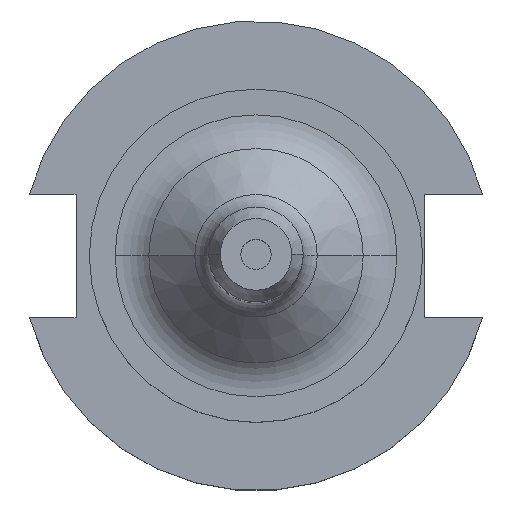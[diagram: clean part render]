
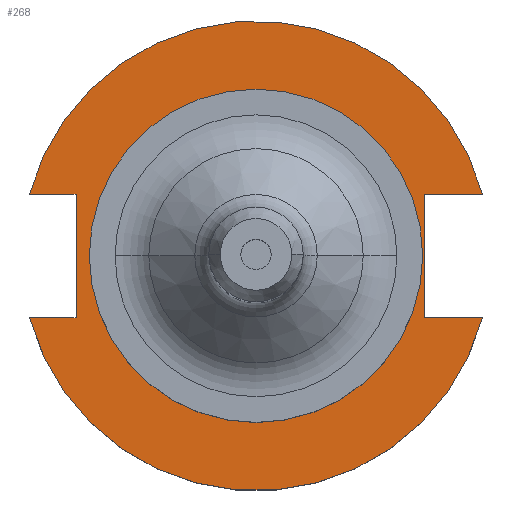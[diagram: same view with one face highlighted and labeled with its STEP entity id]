
A CAD part, top view. The second image highlights one B-rep face of the part: STEP entity #268.
In plain terms, the highlighted planar face has unit normal (0, 0, 1).
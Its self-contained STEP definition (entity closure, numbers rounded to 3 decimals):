
#3 = VERTEX_POINT ( 'NONE', #1099 ) ;
#13 = VERTEX_POINT ( 'NONE', #1725 ) ;
#27 = DIRECTION ( 'NONE',  ( 1., 0., 0. ) ) ;
#39 = CARTESIAN_POINT ( 'NONE',  ( -37.719, 12.954, 19.05 ) ) ;
#55 = EDGE_CURVE ( 'NONE', #1249, #13, #267, .T. ) ;
#106 = CARTESIAN_POINT ( 'NONE',  ( 35.306, -12.954, 19.05 ) ) ;
#117 = VECTOR ( 'NONE', #226, 1000. ) ;
#123 = VERTEX_POINT ( 'NONE', #1622 ) ;
#193 = CARTESIAN_POINT ( 'NONE',  ( 0., 0., 19.05 ) ) ;
#226 = DIRECTION ( 'NONE',  ( 0., 1., 0. ) ) ;
#255 = CARTESIAN_POINT ( 'NONE',  ( -63.719, -12.954, 19.05 ) ) ;
#256 = ORIENTED_EDGE ( 'NONE', *, *, #55, .F. ) ;
#267 = LINE ( 'NONE', #255, #1711 ) ;
#268 = ADVANCED_FACE ( 'NONE', ( #1732, #386 ), #568, .T. ) ;
#292 = CARTESIAN_POINT ( 'NONE',  ( -34.925, 0., 19.05 ) ) ;
#339 = ORIENTED_EDGE ( 'NONE', *, *, #547, .F. ) ;
#382 = EDGE_CURVE ( 'NONE', #1048, #695, #1562, .T. ) ;
#386 = FACE_OUTER_BOUND ( 'NONE', #1315, .T. ) ;
#408 = ORIENTED_EDGE ( 'NONE', *, *, #1750, .F. ) ;
#432 = AXIS2_PLACEMENT_3D ( 'NONE', #1165, #1298, #27 ) ;
#487 = LINE ( 'NONE', #522, #117 ) ;
#489 = EDGE_CURVE ( 'NONE', #1249, #123, #1446, .T. ) ;
#522 = CARTESIAN_POINT ( 'NONE',  ( -37.719, 12.954, 19.05 ) ) ;
#523 = CARTESIAN_POINT ( 'NONE',  ( 35.306, -12.954, 19.05 ) ) ;
#547 = EDGE_CURVE ( 'NONE', #1440, #801, #1062, .T. ) ;
#568 = PLANE ( 'NONE',  #1436 ) ;
#570 = CIRCLE ( 'NONE', #1042, 34.925 ) ;
#620 = LINE ( 'NONE', #1476, #1347 ) ;
#623 = DIRECTION ( 'NONE',  ( -1., 0., 0. ) ) ;
#632 = ORIENTED_EDGE ( 'NONE', *, *, #1041, .F. ) ;
#633 = ORIENTED_EDGE ( 'NONE', *, *, #382, .F. ) ;
#637 = CARTESIAN_POINT ( 'NONE',  ( -47.477, 12.954, 19.05 ) ) ;
#695 = VERTEX_POINT ( 'NONE', #637 ) ;
#702 = ORIENTED_EDGE ( 'NONE', *, *, #1583, .T. ) ;
#737 = ORIENTED_EDGE ( 'NONE', *, *, #1451, .F. ) ;
#801 = VERTEX_POINT ( 'NONE', #1156 ) ;
#809 = DIRECTION ( 'NONE',  ( 0., -1., 0. ) ) ;
#820 = DIRECTION ( 'NONE',  ( 1., 0., 0. ) ) ;
#846 = DIRECTION ( 'NONE',  ( 1., 0., 0. ) ) ;
#860 = CARTESIAN_POINT ( 'NONE',  ( 47.477, 12.954, 19.05 ) ) ;
#882 = VECTOR ( 'NONE', #912, 1000. ) ;
#912 = DIRECTION ( 'NONE',  ( -1., 0., 0. ) ) ;
#928 = DIRECTION ( 'NONE',  ( 0., 0., 1. ) ) ;
#1020 = VECTOR ( 'NONE', #623, 1000. ) ;
#1038 = VERTEX_POINT ( 'NONE', #292 ) ;
#1041 = EDGE_CURVE ( 'NONE', #13, #1048, #487, .T. ) ;
#1042 = AXIS2_PLACEMENT_3D ( 'NONE', #1258, #1255, #1251 ) ;
#1048 = VERTEX_POINT ( 'NONE', #39 ) ;
#1062 = LINE ( 'NONE', #1568, #1020 ) ;
#1074 = CARTESIAN_POINT ( 'NONE',  ( -47.477, -12.954, 19.05 ) ) ;
#1099 = CARTESIAN_POINT ( 'NONE',  ( 34.925, 0., 19.05 ) ) ;
#1134 = CARTESIAN_POINT ( 'NONE',  ( -63.719, 12.954, 19.05 ) ) ;
#1156 = CARTESIAN_POINT ( 'NONE',  ( 35.306, 12.954, 19.05 ) ) ;
#1164 = LINE ( 'NONE', #523, #1463 ) ;
#1165 = CARTESIAN_POINT ( 'NONE',  ( 0., 0., 19.05 ) ) ;
#1198 = EDGE_LOOP ( 'NONE', ( #737, #1537 ) ) ;
#1249 = VERTEX_POINT ( 'NONE', #1074 ) ;
#1251 = DIRECTION ( 'NONE',  ( 1., 0., 0. ) ) ;
#1255 = DIRECTION ( 'NONE',  ( 0., 0., 1. ) ) ;
#1258 = CARTESIAN_POINT ( 'NONE',  ( 0., 0., 19.05 ) ) ;
#1294 = DIRECTION ( 'NONE',  ( 1., 0., 0. ) ) ;
#1298 = DIRECTION ( 'NONE',  ( 0., 0., 1. ) ) ;
#1315 = EDGE_LOOP ( 'NONE', ( #1588, #1450, #408, #339, #702, #633, #632, #256 ) ) ;
#1316 = EDGE_CURVE ( 'NONE', #1723, #123, #1164, .T. ) ;
#1317 = DIRECTION ( 'NONE',  ( 0., 0., 1. ) ) ;
#1347 = VECTOR ( 'NONE', #809, 1000. ) ;
#1359 = AXIS2_PLACEMENT_3D ( 'NONE', #1458, #1317, #1420 ) ;
#1405 = CIRCLE ( 'NONE', #1675, 49.212 ) ;
#1420 = DIRECTION ( 'NONE',  ( 1., 0., 0. ) ) ;
#1436 = AXIS2_PLACEMENT_3D ( 'NONE', #1538, #928, #1672 ) ;
#1440 = VERTEX_POINT ( 'NONE', #860 ) ;
#1446 = CIRCLE ( 'NONE', #1359, 49.212 ) ;
#1450 = ORIENTED_EDGE ( 'NONE', *, *, #1316, .F. ) ;
#1451 = EDGE_CURVE ( 'NONE', #3, #1038, #570, .T. ) ;
#1458 = CARTESIAN_POINT ( 'NONE',  ( 0., 0., 19.05 ) ) ;
#1463 = VECTOR ( 'NONE', #820, 1000. ) ;
#1476 = CARTESIAN_POINT ( 'NONE',  ( 35.306, 12.954, 19.05 ) ) ;
#1515 = CIRCLE ( 'NONE', #432, 34.925 ) ;
#1536 = EDGE_CURVE ( 'NONE', #1038, #3, #1515, .T. ) ;
#1537 = ORIENTED_EDGE ( 'NONE', *, *, #1536, .F. ) ;
#1538 = CARTESIAN_POINT ( 'NONE',  ( 0., 49.212, 19.05 ) ) ;
#1562 = LINE ( 'NONE', #1134, #882 ) ;
#1568 = CARTESIAN_POINT ( 'NONE',  ( 35.306, 12.954, 19.05 ) ) ;
#1583 = EDGE_CURVE ( 'NONE', #1440, #695, #1405, .T. ) ;
#1588 = ORIENTED_EDGE ( 'NONE', *, *, #489, .T. ) ;
#1622 = CARTESIAN_POINT ( 'NONE',  ( 47.477, -12.954, 19.05 ) ) ;
#1651 = DIRECTION ( 'NONE',  ( 0., 0., 1. ) ) ;
#1672 = DIRECTION ( 'NONE',  ( 1., 0., 0. ) ) ;
#1675 = AXIS2_PLACEMENT_3D ( 'NONE', #193, #1651, #1294 ) ;
#1711 = VECTOR ( 'NONE', #846, 1000. ) ;
#1723 = VERTEX_POINT ( 'NONE', #106 ) ;
#1725 = CARTESIAN_POINT ( 'NONE',  ( -37.719, -12.954, 19.05 ) ) ;
#1732 = FACE_BOUND ( 'NONE', #1198, .T. ) ;
#1750 = EDGE_CURVE ( 'NONE', #801, #1723, #620, .T. ) ;
